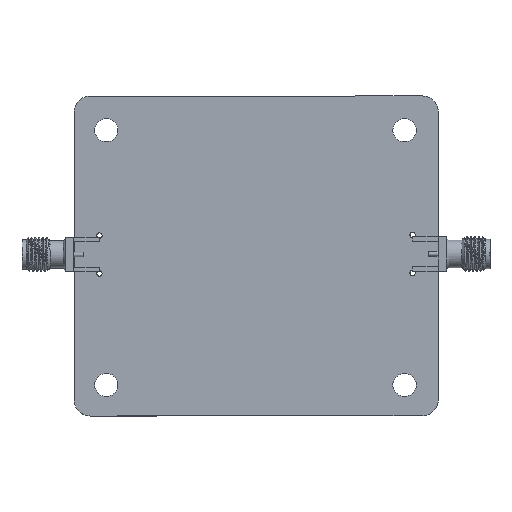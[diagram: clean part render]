
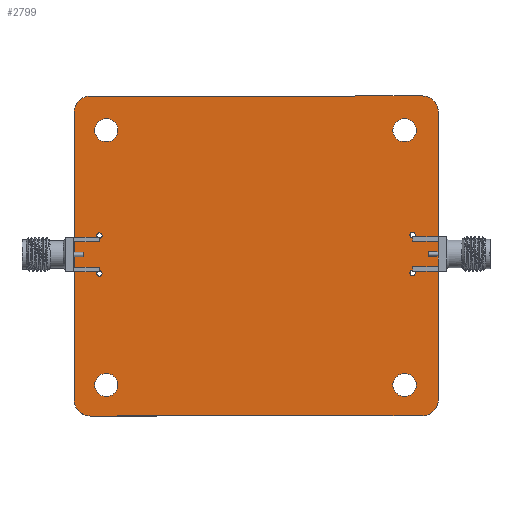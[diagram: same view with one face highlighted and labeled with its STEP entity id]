
A CAD part, top view. The second image highlights one B-rep face of the part: STEP entity #2799.
In plain terms, the highlighted planar face has unit normal (0, 0, 1).
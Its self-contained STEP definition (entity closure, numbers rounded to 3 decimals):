
#2530 = VERTEX_POINT('',#2531);
#2531 = CARTESIAN_POINT('',(30.585,29.511,1.6));
#2537 = EDGE_CURVE('',#2530,#2538,#2540,.T.);
#2538 = VERTEX_POINT('',#2539);
#2539 = CARTESIAN_POINT('',(33.582,26.68,1.6));
#2540 = CIRCLE('',#2541,2.998);
#2541 = AXIS2_PLACEMENT_3D('',#2542,#2543,#2544);
#2542 = CARTESIAN_POINT('',(30.589,26.514,1.6));
#2543 = DIRECTION('',(0.,0.,-1.));
#2544 = DIRECTION('',(-0.001,1.,0.));
#2572 = VERTEX_POINT('',#2573);
#2573 = CARTESIAN_POINT('',(-30.585,29.489,1.6));
#2579 = EDGE_CURVE('',#2572,#2530,#2580,.T.);
#2580 = LINE('',#2581,#2582);
#2581 = CARTESIAN_POINT('',(-30.585,29.489,1.6));
#2582 = VECTOR('',#2583,1.);
#2583 = DIRECTION('',(1.,0.,0.));
#2601 = EDGE_CURVE('',#2538,#2602,#2604,.T.);
#2602 = VERTEX_POINT('',#2603);
#2603 = CARTESIAN_POINT('',(33.585,26.511,1.6));
#2604 = LINE('',#2605,#2606);
#2605 = CARTESIAN_POINT('',(33.582,26.68,1.6));
#2606 = VECTOR('',#2607,1.);
#2607 = DIRECTION('',(0.013,-1.,0.));
#2799 = ADVANCED_FACE('',(#2800,#2878,#2889,#2900,#2911,#2922,#2933,
    #2944,#2955),#2966,.T.);
#2800 = FACE_BOUND('',#2801,.T.);
#2801 = EDGE_LOOP('',(#2802,#2803,#2804,#2812,#2821,#2829,#2837,#2846,
    #2854,#2862,#2871,#2877));
#2802 = ORIENTED_EDGE('',*,*,#2537,.F.);
#2803 = ORIENTED_EDGE('',*,*,#2579,.F.);
#2804 = ORIENTED_EDGE('',*,*,#2805,.F.);
#2805 = EDGE_CURVE('',#2806,#2572,#2808,.T.);
#2806 = VERTEX_POINT('',#2807);
#2807 = CARTESIAN_POINT('',(-30.753,29.486,1.6));
#2808 = LINE('',#2809,#2810);
#2809 = CARTESIAN_POINT('',(-30.753,29.486,1.6));
#2810 = VECTOR('',#2811,1.);
#2811 = DIRECTION('',(1.,0.013,0.));
#2812 = ORIENTED_EDGE('',*,*,#2813,.F.);
#2813 = EDGE_CURVE('',#2814,#2806,#2816,.T.);
#2814 = VERTEX_POINT('',#2815);
#2815 = CARTESIAN_POINT('',(-33.585,26.489,1.6));
#2816 = CIRCLE('',#2817,2.998);
#2817 = AXIS2_PLACEMENT_3D('',#2818,#2819,#2820);
#2818 = CARTESIAN_POINT('',(-30.587,26.493,1.6));
#2819 = DIRECTION('',(0.,0.,-1.));
#2820 = DIRECTION('',(-1.,-0.001,-0.));
#2821 = ORIENTED_EDGE('',*,*,#2822,.F.);
#2822 = EDGE_CURVE('',#2823,#2814,#2825,.T.);
#2823 = VERTEX_POINT('',#2824);
#2824 = CARTESIAN_POINT('',(-33.585,-26.511,1.6));
#2825 = LINE('',#2826,#2827);
#2826 = CARTESIAN_POINT('',(-33.585,-26.511,1.6));
#2827 = VECTOR('',#2828,1.);
#2828 = DIRECTION('',(0.,1.,0.));
#2829 = ORIENTED_EDGE('',*,*,#2830,.F.);
#2830 = EDGE_CURVE('',#2831,#2823,#2833,.T.);
#2831 = VERTEX_POINT('',#2832);
#2832 = CARTESIAN_POINT('',(-33.582,-26.68,1.6));
#2833 = LINE('',#2834,#2835);
#2834 = CARTESIAN_POINT('',(-33.582,-26.68,1.6));
#2835 = VECTOR('',#2836,1.);
#2836 = DIRECTION('',(-0.014,1.,0.));
#2837 = ORIENTED_EDGE('',*,*,#2838,.F.);
#2838 = EDGE_CURVE('',#2839,#2831,#2841,.T.);
#2839 = VERTEX_POINT('',#2840);
#2840 = CARTESIAN_POINT('',(-30.585,-29.511,1.6));
#2841 = CIRCLE('',#2842,2.998);
#2842 = AXIS2_PLACEMENT_3D('',#2843,#2844,#2845);
#2843 = CARTESIAN_POINT('',(-30.589,-26.513,1.6));
#2844 = DIRECTION('',(0.,0.,-1.));
#2845 = DIRECTION('',(0.001,-1.,0.));
#2846 = ORIENTED_EDGE('',*,*,#2847,.F.);
#2847 = EDGE_CURVE('',#2848,#2839,#2850,.T.);
#2848 = VERTEX_POINT('',#2849);
#2849 = CARTESIAN_POINT('',(30.585,-29.489,1.6));
#2850 = LINE('',#2851,#2852);
#2851 = CARTESIAN_POINT('',(30.585,-29.489,1.6));
#2852 = VECTOR('',#2853,1.);
#2853 = DIRECTION('',(-1.,0.,0.));
#2854 = ORIENTED_EDGE('',*,*,#2855,.F.);
#2855 = EDGE_CURVE('',#2856,#2848,#2858,.T.);
#2856 = VERTEX_POINT('',#2857);
#2857 = CARTESIAN_POINT('',(30.753,-29.486,1.6));
#2858 = LINE('',#2859,#2860);
#2859 = CARTESIAN_POINT('',(30.753,-29.486,1.6));
#2860 = VECTOR('',#2861,1.);
#2861 = DIRECTION('',(-1.,-0.014,0.));
#2862 = ORIENTED_EDGE('',*,*,#2863,.F.);
#2863 = EDGE_CURVE('',#2864,#2856,#2866,.T.);
#2864 = VERTEX_POINT('',#2865);
#2865 = CARTESIAN_POINT('',(33.585,-26.489,1.6));
#2866 = CIRCLE('',#2867,2.998);
#2867 = AXIS2_PLACEMENT_3D('',#2868,#2869,#2870);
#2868 = CARTESIAN_POINT('',(30.587,-26.493,1.6));
#2869 = DIRECTION('',(0.,0.,-1.));
#2870 = DIRECTION('',(1.,0.001,0.));
#2871 = ORIENTED_EDGE('',*,*,#2872,.F.);
#2872 = EDGE_CURVE('',#2602,#2864,#2873,.T.);
#2873 = LINE('',#2874,#2875);
#2874 = CARTESIAN_POINT('',(33.585,26.511,1.6));
#2875 = VECTOR('',#2876,1.);
#2876 = DIRECTION('',(0.,-1.,0.));
#2877 = ORIENTED_EDGE('',*,*,#2601,.F.);
#2878 = FACE_BOUND('',#2879,.T.);
#2879 = EDGE_LOOP('',(#2880));
#2880 = ORIENTED_EDGE('',*,*,#2881,.T.);
#2881 = EDGE_CURVE('',#2882,#2882,#2884,.T.);
#2882 = VERTEX_POINT('',#2883);
#2883 = CARTESIAN_POINT('',(-27.645,-25.941,1.6));
#2884 = CIRCLE('',#2885,2.15);
#2885 = AXIS2_PLACEMENT_3D('',#2886,#2887,#2888);
#2886 = CARTESIAN_POINT('',(-27.645,-23.791,1.6));
#2887 = DIRECTION('',(-0.,0.,-1.));
#2888 = DIRECTION('',(-0.,-1.,0.));
#2889 = FACE_BOUND('',#2890,.T.);
#2890 = EDGE_LOOP('',(#2891));
#2891 = ORIENTED_EDGE('',*,*,#2892,.T.);
#2892 = EDGE_CURVE('',#2893,#2893,#2895,.T.);
#2893 = VERTEX_POINT('',#2894);
#2894 = CARTESIAN_POINT('',(-28.922,-3.732,1.6));
#2895 = CIRCLE('',#2896,0.5);
#2896 = AXIS2_PLACEMENT_3D('',#2897,#2898,#2899);
#2897 = CARTESIAN_POINT('',(-28.922,-3.232,1.6));
#2898 = DIRECTION('',(-0.,0.,-1.));
#2899 = DIRECTION('',(-0.,-1.,0.));
#2900 = FACE_BOUND('',#2901,.T.);
#2901 = EDGE_LOOP('',(#2902));
#2902 = ORIENTED_EDGE('',*,*,#2903,.T.);
#2903 = EDGE_CURVE('',#2904,#2904,#2906,.T.);
#2904 = VERTEX_POINT('',#2905);
#2905 = CARTESIAN_POINT('',(27.355,-25.941,1.6));
#2906 = CIRCLE('',#2907,2.15);
#2907 = AXIS2_PLACEMENT_3D('',#2908,#2909,#2910);
#2908 = CARTESIAN_POINT('',(27.355,-23.791,1.6));
#2909 = DIRECTION('',(-0.,0.,-1.));
#2910 = DIRECTION('',(-0.,-1.,0.));
#2911 = FACE_BOUND('',#2912,.T.);
#2912 = EDGE_LOOP('',(#2913));
#2913 = ORIENTED_EDGE('',*,*,#2914,.T.);
#2914 = EDGE_CURVE('',#2915,#2915,#2917,.T.);
#2915 = VERTEX_POINT('',#2916);
#2916 = CARTESIAN_POINT('',(28.84,-3.629,1.6));
#2917 = CIRCLE('',#2918,0.5);
#2918 = AXIS2_PLACEMENT_3D('',#2919,#2920,#2921);
#2919 = CARTESIAN_POINT('',(28.84,-3.129,1.6));
#2920 = DIRECTION('',(-0.,0.,-1.));
#2921 = DIRECTION('',(-0.,-1.,0.));
#2922 = FACE_BOUND('',#2923,.T.);
#2923 = EDGE_LOOP('',(#2924));
#2924 = ORIENTED_EDGE('',*,*,#2925,.T.);
#2925 = EDGE_CURVE('',#2926,#2926,#2928,.T.);
#2926 = VERTEX_POINT('',#2927);
#2927 = CARTESIAN_POINT('',(-28.922,3.268,1.6));
#2928 = CIRCLE('',#2929,0.5);
#2929 = AXIS2_PLACEMENT_3D('',#2930,#2931,#2932);
#2930 = CARTESIAN_POINT('',(-28.922,3.768,1.6));
#2931 = DIRECTION('',(-0.,0.,-1.));
#2932 = DIRECTION('',(-0.,-1.,0.));
#2933 = FACE_BOUND('',#2934,.T.);
#2934 = EDGE_LOOP('',(#2935));
#2935 = ORIENTED_EDGE('',*,*,#2936,.T.);
#2936 = EDGE_CURVE('',#2937,#2937,#2939,.T.);
#2937 = VERTEX_POINT('',#2938);
#2938 = CARTESIAN_POINT('',(-27.645,21.059,1.6));
#2939 = CIRCLE('',#2940,2.15);
#2940 = AXIS2_PLACEMENT_3D('',#2941,#2942,#2943);
#2941 = CARTESIAN_POINT('',(-27.645,23.209,1.6));
#2942 = DIRECTION('',(-0.,0.,-1.));
#2943 = DIRECTION('',(-0.,-1.,0.));
#2944 = FACE_BOUND('',#2945,.T.);
#2945 = EDGE_LOOP('',(#2946));
#2946 = ORIENTED_EDGE('',*,*,#2947,.T.);
#2947 = EDGE_CURVE('',#2948,#2948,#2950,.T.);
#2948 = VERTEX_POINT('',#2949);
#2949 = CARTESIAN_POINT('',(28.84,3.371,1.6));
#2950 = CIRCLE('',#2951,0.5);
#2951 = AXIS2_PLACEMENT_3D('',#2952,#2953,#2954);
#2952 = CARTESIAN_POINT('',(28.84,3.871,1.6));
#2953 = DIRECTION('',(-0.,0.,-1.));
#2954 = DIRECTION('',(-0.,-1.,0.));
#2955 = FACE_BOUND('',#2956,.T.);
#2956 = EDGE_LOOP('',(#2957));
#2957 = ORIENTED_EDGE('',*,*,#2958,.T.);
#2958 = EDGE_CURVE('',#2959,#2959,#2961,.T.);
#2959 = VERTEX_POINT('',#2960);
#2960 = CARTESIAN_POINT('',(27.355,21.059,1.6));
#2961 = CIRCLE('',#2962,2.15);
#2962 = AXIS2_PLACEMENT_3D('',#2963,#2964,#2965);
#2963 = CARTESIAN_POINT('',(27.355,23.209,1.6));
#2964 = DIRECTION('',(-0.,0.,-1.));
#2965 = DIRECTION('',(-0.,-1.,0.));
#2966 = PLANE('',#2967);
#2967 = AXIS2_PLACEMENT_3D('',#2968,#2969,#2970);
#2968 = CARTESIAN_POINT('',(0.,0.,1.6));
#2969 = DIRECTION('',(0.,0.,1.));
#2970 = DIRECTION('',(1.,0.,-0.));
